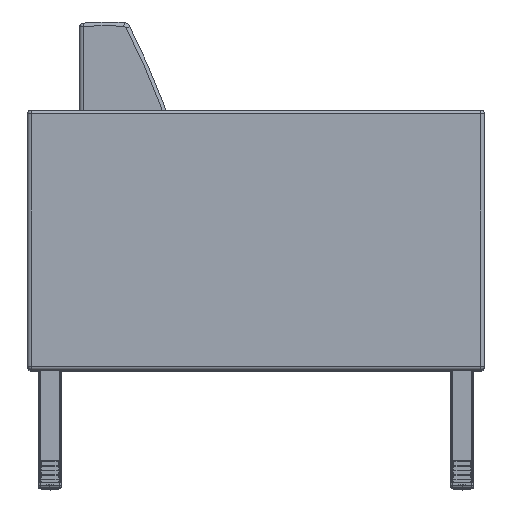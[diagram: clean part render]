
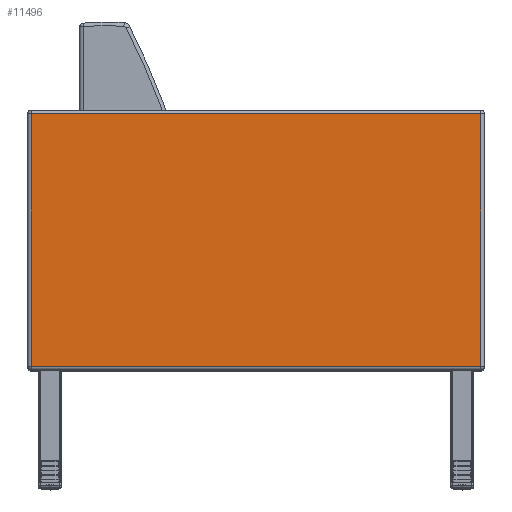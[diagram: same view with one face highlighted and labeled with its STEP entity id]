
A CAD part, top view. The second image highlights one B-rep face of the part: STEP entity #11496.
In plain terms, the highlighted planar face has unit normal (0, 0, 1).
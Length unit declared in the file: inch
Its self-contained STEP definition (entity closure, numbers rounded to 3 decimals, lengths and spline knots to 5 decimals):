
#1010=PLANE('',#12378);
#1239=LINE('',#17188,#1917);
#1241=LINE('',#17191,#1919);
#1251=LINE('',#17206,#1929);
#1253=LINE('',#17209,#1931);
#1917=VECTOR('',#13781,30.25);
#1919=VECTOR('',#13785,17.);
#1929=VECTOR('',#13805,17.);
#1931=VECTOR('',#13809,30.25);
#2868=FACE_OUTER_BOUND('',#3716,.T.);
#3716=EDGE_LOOP('',(#8017,#8018,#8019,#8020));
#5218=VERTEX_POINT('',#17124);
#5224=VERTEX_POINT('',#17138);
#5227=VERTEX_POINT('',#17145);
#5236=VERTEX_POINT('',#17166);
#6211=EDGE_CURVE('',#5227,#5236,#1239,.T.);
#6213=EDGE_CURVE('',#5236,#5224,#1241,.T.);
#6223=EDGE_CURVE('',#5218,#5227,#1251,.T.);
#6225=EDGE_CURVE('',#5224,#5218,#1253,.T.);
#8017=ORIENTED_EDGE('',*,*,#6211,.F.);
#8018=ORIENTED_EDGE('',*,*,#6223,.F.);
#8019=ORIENTED_EDGE('',*,*,#6225,.F.);
#8020=ORIENTED_EDGE('',*,*,#6213,.F.);
#11496=ADVANCED_FACE('',(#2868),#1010,.T.);
#12378=AXIS2_PLACEMENT_3D('',#17217,#13821,#13822);
#13781=DIRECTION('',(1.,0.,0.));
#13785=DIRECTION('',(0.,-1.,0.));
#13805=DIRECTION('',(0.,1.,0.));
#13809=DIRECTION('',(-1.,0.,0.));
#13821=DIRECTION('center_axis',(0.,0.,1.));
#13822=DIRECTION('ref_axis',(1.,0.,0.));
#17124=CARTESIAN_POINT('',(0.25,-17.25,8.5));
#17138=CARTESIAN_POINT('',(30.5,-17.25,8.5));
#17145=CARTESIAN_POINT('',(0.25,-0.25,8.5));
#17166=CARTESIAN_POINT('',(30.5,-0.25,8.5));
#17188=CARTESIAN_POINT('',(23.0625,-0.25,8.5));
#17191=CARTESIAN_POINT('',(30.5,-13.125,8.5));
#17206=CARTESIAN_POINT('',(0.25,-4.375,8.5));
#17209=CARTESIAN_POINT('',(7.6875,-17.25,8.5));
#17217=CARTESIAN_POINT('Origin',(15.375,-8.75,8.5));
